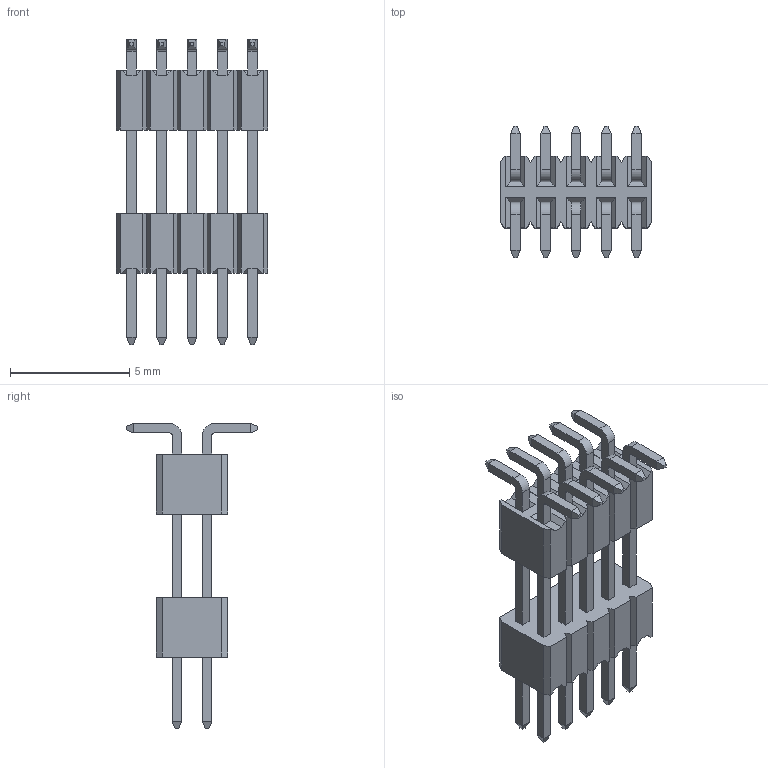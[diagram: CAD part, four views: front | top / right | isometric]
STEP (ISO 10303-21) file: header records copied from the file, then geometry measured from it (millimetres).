
FILE_DESCRIPTION(/* description */ (''),/* implementation_level */ '2;1');
FILE_NAME(/* name */ '7073-010-25-30-00-xx-xx.stp',/* time_stamp */ '2025-08-07T14:03:25+02:00',/* author */ ('Andreas.Larin'),/* organization */ (''),/* preprocessor_version */ 'ST-DEVELOPER v20',/* originating_system */ 'Autodesk Inventor 2025',/* authorisation */ '');
FILE_SCHEMA (('AUTOMOTIVE_DESIGN { 1 0 10303 214 3 1 1 }'));
Length unit declared in the file: millimetre
Products named in the file (1): 7073-010-25-30-00-xx-xx
Bounding box: 6.35 x 5.5 x 12.8 mm (x, y, z)
Volume: 105.9 mm3; surface area: 331.5 mm2
Topology: 1 solids, 1 shells, 408 faces, 1052 edges, 648 vertices
Faces by surface type: plane 388, cylinder 20
Entity records: 12481 total; most frequent: CARTESIAN_POINT 2109, ORIENTED_EDGE 2104, DIRECTION 1910, EDGE_CURVE 1052, LINE 1012, VECTOR 1012, VERTEX_POINT 648, AXIS2_PLACEMENT_3D 449
